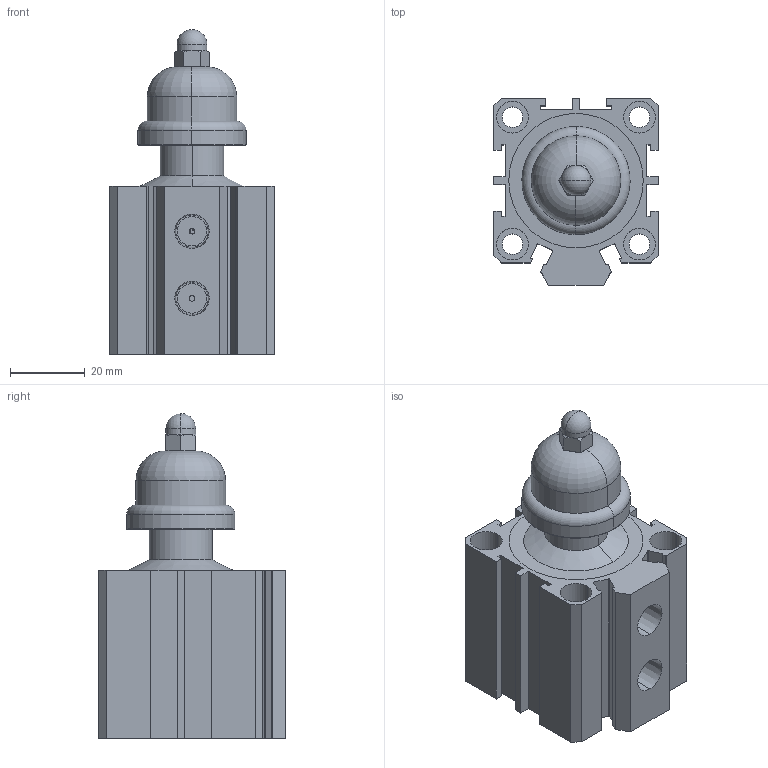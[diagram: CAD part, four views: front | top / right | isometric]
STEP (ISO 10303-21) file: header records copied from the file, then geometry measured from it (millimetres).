
FILE_DESCRIPTION (( 'STEP AP203' ), '1' );
FILE_NAME ('FZ32Q.STEP', '2024-07-25T02:00:01', ( '微软用户' ), ( '微软中国' ), 'SwSTEP 2.0', 'SolidWorks 2012', '' );
FILE_SCHEMA (( 'CONFIG_CONTROL_DESIGN' ));
Length unit declared in the file: millimetre
Products named in the file (7): FZ32Q; FZ32Q-ヶ裔; FZ32Q-活塞杆; FZ32Q-綴裔; FZ32Q-嘐隅蹟佪; FZ32Q-滅鳥裔; FZ32Q-掛极
Assembly tree (6 placements, depth 2):
  FZ32Q
    FZ32Q-掛极
    FZ32Q-滅鳥裔
    FZ32Q-嘐隅蹟佪
    FZ32Q-綴裔
    FZ32Q-活塞杆
    FZ32Q-ヶ裔
Bounding box: 44 x 50 x 87 mm (x, y, z)
Volume: 80388.1 mm3; surface area: 37784.5 mm2
Topology: 6 solids, 6 shells, 265 faces, 644 edges, 409 vertices
Faces by surface type: cylinder 115, plane 105, cone 33, torus 10, sphere 2
Entity records: 8781 total; most frequent: CARTESIAN_POINT 1707, DIRECTION 1394, ORIENTED_EDGE 1264, EDGE_CURVE 632, AXIS2_PLACEMENT_3D 528, VERTEX_POINT 405, LINE 338, VECTOR 338
